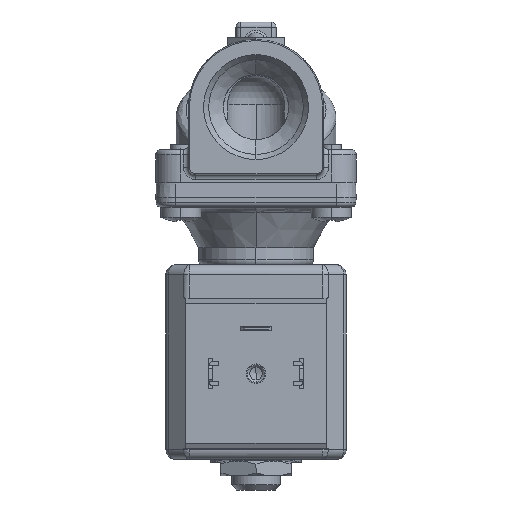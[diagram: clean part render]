
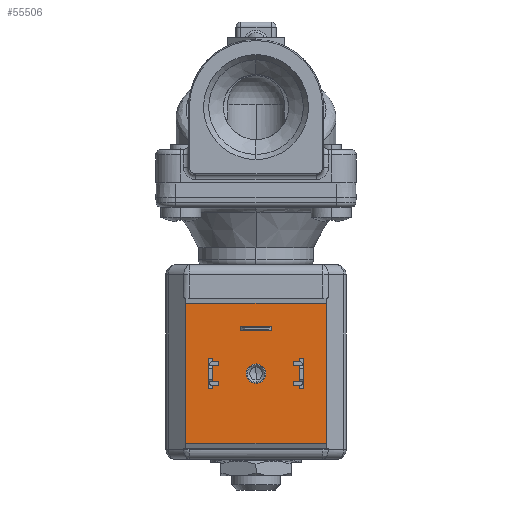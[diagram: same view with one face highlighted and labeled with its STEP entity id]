
A CAD part, left-side view. The second image highlights one B-rep face of the part: STEP entity #55506.
In plain terms, the highlighted planar face has unit normal (1, 0, 0).
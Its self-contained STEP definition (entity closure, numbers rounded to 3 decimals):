
#47164=DIRECTION('',(0.,0.,1.));
#47165=VECTOR('',#47164,0.8);
#47166=CARTESIAN_POINT('',(-24.5,-3.15,-44.65));
#47167=LINE('',#47166,#47165);
#47187=DIRECTION('',(0.,0.,1.));
#47188=VECTOR('',#47187,6.);
#47189=CARTESIAN_POINT('',(-24.5,9.4,-56.25));
#47190=LINE('',#47189,#47188);
#47194=CARTESIAN_POINT('',(-24.5,0.,-53.25));
#47195=DIRECTION('',(1.,0.,0.));
#47196=DIRECTION('',(0.,0.,-1.));
#47197=AXIS2_PLACEMENT_3D('',#47194,#47195,#47196);
#47202=CARTESIAN_POINT('',(-24.5,0.,-53.25));
#47203=DIRECTION('',(1.,0.,0.));
#47204=DIRECTION('',(0.,0.,1.));
#47205=AXIS2_PLACEMENT_3D('',#47202,#47203,#47204);
#47217=DIRECTION('',(0.,0.,1.));
#47218=VECTOR('',#47217,28.);
#47219=CARTESIAN_POINT('',(-24.5,-14.,-67.2));
#47220=LINE('',#47219,#47218);
#47248=DIRECTION('',(0.,-1.,0.));
#47249=VECTOR('',#47248,28.);
#47250=CARTESIAN_POINT('',(-24.5,14.,-39.2));
#47251=LINE('',#47250,#47249);
#47395=DIRECTION('',(0.,1.,0.));
#47396=VECTOR('',#47395,28.);
#47397=CARTESIAN_POINT('',(-24.5,-14.,-67.2));
#47398=LINE('',#47397,#47396);
#47440=DIRECTION('',(0.,0.,-1.));
#47441=VECTOR('',#47440,28.);
#47442=CARTESIAN_POINT('',(-24.5,14.,-39.2));
#47443=LINE('',#47442,#47441);
#49123=DIRECTION('',(0.,1.,0.));
#49124=VECTOR('',#49123,0.8);
#49125=CARTESIAN_POINT('',(-24.5,8.6,-56.25));
#49126=LINE('',#49125,#49124);
#49137=DIRECTION('',(0.,0.,1.));
#49138=VECTOR('',#49137,6.);
#49139=CARTESIAN_POINT('',(-24.5,8.6,-56.25));
#49140=LINE('',#49139,#49138);
#49180=DIRECTION('',(0.,-1.,0.));
#49181=VECTOR('',#49180,0.8);
#49182=CARTESIAN_POINT('',(-24.5,9.4,-50.25));
#49183=LINE('',#49182,#49181);
#51192=DIRECTION('',(0.,0.,1.));
#51193=VECTOR('',#51192,6.);
#51194=CARTESIAN_POINT('',(-24.5,-8.6,-56.25));
#51195=LINE('',#51194,#51193);
#51228=DIRECTION('',(0.,-1.,0.));
#51229=VECTOR('',#51228,0.8);
#51230=CARTESIAN_POINT('',(-24.5,-8.6,-56.25));
#51231=LINE('',#51230,#51229);
#51242=DIRECTION('',(0.,0.,1.));
#51243=VECTOR('',#51242,6.);
#51244=CARTESIAN_POINT('',(-24.5,-9.4,-56.25));
#51245=LINE('',#51244,#51243);
#51271=DIRECTION('',(0.,1.,0.));
#51272=VECTOR('',#51271,0.8);
#51273=CARTESIAN_POINT('',(-24.5,-9.4,-50.25));
#51274=LINE('',#51273,#51272);
#51768=DIRECTION('',(0.,1.,0.));
#51769=VECTOR('',#51768,6.3);
#51770=CARTESIAN_POINT('',(-24.5,-3.15,-44.65));
#51771=LINE('',#51770,#51769);
#51796=DIRECTION('',(0.,0.,1.));
#51797=VECTOR('',#51796,0.8);
#51798=CARTESIAN_POINT('',(-24.5,3.15,-44.65));
#51799=LINE('',#51798,#51797);
#51861=DIRECTION('',(0.,-1.,0.));
#51862=VECTOR('',#51861,6.3);
#51863=CARTESIAN_POINT('',(-24.5,3.15,-43.85));
#51864=LINE('',#51863,#51862);
#53377=CARTESIAN_POINT('',(-24.5,9.4,-56.25));
#53378=CARTESIAN_POINT('',(-24.5,9.4,-50.25));
#53379=VERTEX_POINT('',#53377);
#53380=VERTEX_POINT('',#53378);
#53387=CARTESIAN_POINT('',(-24.5,-14.,-67.2));
#53388=CARTESIAN_POINT('',(-24.5,-14.,-39.2));
#53389=VERTEX_POINT('',#53387);
#53390=VERTEX_POINT('',#53388);
#53391=CARTESIAN_POINT('',(-24.5,14.,-67.2));
#53392=VERTEX_POINT('',#53391);
#53393=CARTESIAN_POINT('',(-24.5,14.,-39.2));
#53394=VERTEX_POINT('',#53393);
#53395=CARTESIAN_POINT('',(-24.5,8.6,-56.25));
#53396=VERTEX_POINT('',#53395);
#53397=CARTESIAN_POINT('',(-24.5,8.6,-50.25));
#53398=VERTEX_POINT('',#53397);
#53399=CARTESIAN_POINT('',(-24.5,-9.4,-56.25));
#53400=CARTESIAN_POINT('',(-24.5,-9.4,-50.25));
#53401=VERTEX_POINT('',#53399);
#53402=VERTEX_POINT('',#53400);
#53403=CARTESIAN_POINT('',(-24.5,-8.6,-50.25));
#53404=VERTEX_POINT('',#53403);
#53405=CARTESIAN_POINT('',(-24.5,-8.6,-56.25));
#53406=VERTEX_POINT('',#53405);
#53407=CARTESIAN_POINT('',(-24.5,-3.15,-44.65));
#53408=CARTESIAN_POINT('',(-24.5,-3.15,-43.85));
#53409=VERTEX_POINT('',#53407);
#53410=VERTEX_POINT('',#53408);
#53411=CARTESIAN_POINT('',(-24.5,3.15,-43.85));
#53412=VERTEX_POINT('',#53411);
#53413=CARTESIAN_POINT('',(-24.5,3.15,-44.65));
#53414=VERTEX_POINT('',#53413);
#53415=CARTESIAN_POINT('',(-24.5,0.,-55.2));
#53416=CARTESIAN_POINT('',(-24.5,0.,-51.3));
#53417=VERTEX_POINT('',#53415);
#53418=VERTEX_POINT('',#53416);
#55456=CARTESIAN_POINT('',(-24.5,0.,-53.2));
#55457=DIRECTION('',(1.,0.,0.));
#55458=DIRECTION('',(0.,0.,1.));
#55459=AXIS2_PLACEMENT_3D('',#55456,#55457,#55458);
#55460=PLANE('',#55459);
#55462=ORIENTED_EDGE('',*,*,#55461,.T.);
#55464=ORIENTED_EDGE('',*,*,#55463,.F.);
#55466=ORIENTED_EDGE('',*,*,#55465,.T.);
#55468=ORIENTED_EDGE('',*,*,#55467,.F.);
#55469=EDGE_LOOP('',(#55462,#55464,#55466,#55468));
#55470=FACE_OUTER_BOUND('',#55469,.F.);
#55472=ORIENTED_EDGE('',*,*,#55471,.T.);
#55474=ORIENTED_EDGE('',*,*,#55473,.T.);
#55476=ORIENTED_EDGE('',*,*,#55475,.F.);
#55478=ORIENTED_EDGE('',*,*,#55477,.T.);
#55479=EDGE_LOOP('',(#55472,#55474,#55476,#55478));
#55480=FACE_BOUND('',#55479,.F.);
#55482=ORIENTED_EDGE('',*,*,#55481,.F.);
#55484=ORIENTED_EDGE('',*,*,#55483,.F.);
#55486=ORIENTED_EDGE('',*,*,#55485,.T.);
#55488=ORIENTED_EDGE('',*,*,#55487,.F.);
#55489=EDGE_LOOP('',(#55482,#55484,#55486,#55488));
#55490=FACE_BOUND('',#55489,.F.);
#55491=ORIENTED_EDGE('',*,*,#55440,.F.);
#55493=ORIENTED_EDGE('',*,*,#55492,.T.);
#55495=ORIENTED_EDGE('',*,*,#55494,.T.);
#55497=ORIENTED_EDGE('',*,*,#55496,.T.);
#55498=EDGE_LOOP('',(#55491,#55493,#55495,#55497));
#55499=FACE_BOUND('',#55498,.F.);
#55501=ORIENTED_EDGE('',*,*,#55500,.T.);
#55503=ORIENTED_EDGE('',*,*,#55502,.T.);
#55504=EDGE_LOOP('',(#55501,#55503));
#55505=FACE_BOUND('',#55504,.F.);
#47198=CIRCLE('',#47197,1.95);
#47206=CIRCLE('',#47205,1.95);
#55440=EDGE_CURVE('',#53409,#53410,#47167,.T.);
#55461=EDGE_CURVE('',#53389,#53390,#47220,.T.);
#55463=EDGE_CURVE('',#53394,#53390,#47251,.T.);
#55465=EDGE_CURVE('',#53394,#53392,#47443,.T.);
#55467=EDGE_CURVE('',#53389,#53392,#47398,.T.);
#55471=EDGE_CURVE('',#53379,#53380,#47190,.T.);
#55473=EDGE_CURVE('',#53380,#53398,#49183,.T.);
#55475=EDGE_CURVE('',#53396,#53398,#49140,.T.);
#55477=EDGE_CURVE('',#53396,#53379,#49126,.T.);
#55481=EDGE_CURVE('',#53401,#53402,#51245,.T.);
#55483=EDGE_CURVE('',#53406,#53401,#51231,.T.);
#55485=EDGE_CURVE('',#53406,#53404,#51195,.T.);
#55487=EDGE_CURVE('',#53402,#53404,#51274,.T.);
#55492=EDGE_CURVE('',#53409,#53414,#51771,.T.);
#55494=EDGE_CURVE('',#53414,#53412,#51799,.T.);
#55496=EDGE_CURVE('',#53412,#53410,#51864,.T.);
#55500=EDGE_CURVE('',#53417,#53418,#47198,.T.);
#55502=EDGE_CURVE('',#53418,#53417,#47206,.T.);
#55506=ADVANCED_FACE('',(#55470,#55480,#55490,#55499,#55505),#55460,.T.);
